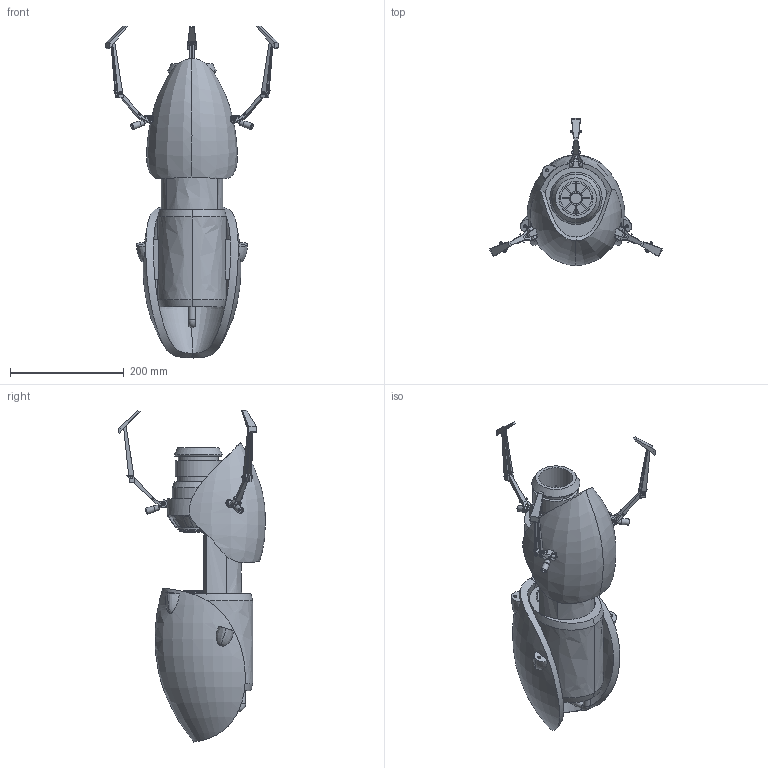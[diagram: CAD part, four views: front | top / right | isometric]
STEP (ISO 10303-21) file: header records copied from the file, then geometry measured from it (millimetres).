
FILE_DESCRIPTION(/* description */ (''),/* implementation_level */ '2;1');
FILE_NAME(/* name */ 'portal_gun.stp',/* time_stamp */ '2024-04-13T18:22:24-04:00',/* author */ ('jmelk'),/* organization */ (''),/* preprocessor_version */ 'ST-DEVELOPER v19.2',/* originating_system */ 'Autodesk Inventor 2024',/* authorisation */ '');
FILE_SCHEMA (('AUTOMOTIVE_DESIGN { 1 0 10303 214 3 1 1 }'));
Length unit declared in the file: inch
Products named in the file (23): Assembly29; full_g_1; BARRELFRONT_; BARRELMIDDLE3_; BARRELBACK_; SHIELDBACK1_; CLAWASMTOP_; CLAWHOLDER2_; SHIELDFRONT3_; CLAWASMSIDE_; CLAWMIDDLE_; CLAWASMMIRROR_; CLAWASMSIDE__1; CLAWHOLDERSIDE_; CLAWBOTTOM_; CLAWMIDDLE__1; CLAWTOP_; CLAWHOLDERSIDE__1; CLAWBOTTOM__1; CLAWMIDDLE_MIR_; CLAWTOP__1; FRONTGRILL_; HANDLE
Assembly tree (28 placements, depth 5):
  Assembly29
    full_g_1
      BARRELFRONT_
      BARRELMIDDLE3_
      BARRELBACK_
      SHIELDBACK1_
      CLAWASMTOP_
        CLAWHOLDER2_
        CLAWBOTTOM__1
        CLAWMIDDLE_
        CLAWTOP__1
      SHIELDFRONT3_
      CLAWASMSIDE_
        CLAWHOLDERSIDE__1
        CLAWBOTTOM__1
        CLAWMIDDLE_
        CLAWTOP__1
      CLAWASMMIRROR_
        CLAWASMSIDE__1
          CLAWHOLDERSIDE_
          CLAWBOTTOM_
          CLAWMIDDLE__1
          CLAWTOP_
        CLAWHOLDERSIDE__1
        CLAWBOTTOM__1
        CLAWMIDDLE_MIR_
        CLAWTOP__1
      FRONTGRILL_
      HANDLE
Bounding box: 304.09 x 258.36 x 583.1 mm (x, y, z)
Volume: 3918100.1 mm3; surface area: 679330.5 mm2
Topology: 26 solids, 26 shells, 891 faces, 2027 edges, 1314 vertices
Faces by surface type: plane 632, cylinder 165, bspline 63, cone 25, torus 6
Full cylindrical faces by diameter (mm): 2.513 x8, 2.756 x8, 2.889 x10, 3.175 x6, 3.584 x2, 4.389 x4, 4.572 x8, 5.08 x12, 5.791 x4, 7.468 x8, 7.62 x3, 8.933 x4, 10.717 x4, 12.192 x3, 12.725 x2, 19.304 x2, 20.3 x1, 24.053 x1, 28.55 x2, 36.16 x1, 46.894 x1, 54.074 x1, 55.054 x1, 56.642 x1, 59.944 x2, 64.008 x1, 65.596 x1, 67.818 x1, 69.405 x1, 70.441 x1
Entity records: 31498 total; most frequent: CARTESIAN_POINT 15665, ORIENTED_EDGE 3098, DIRECTION 2997, EDGE_CURVE 1549, AXIS2_PLACEMENT_3D 1013, VERTEX_POINT 1007, LINE 971, VECTOR 971
